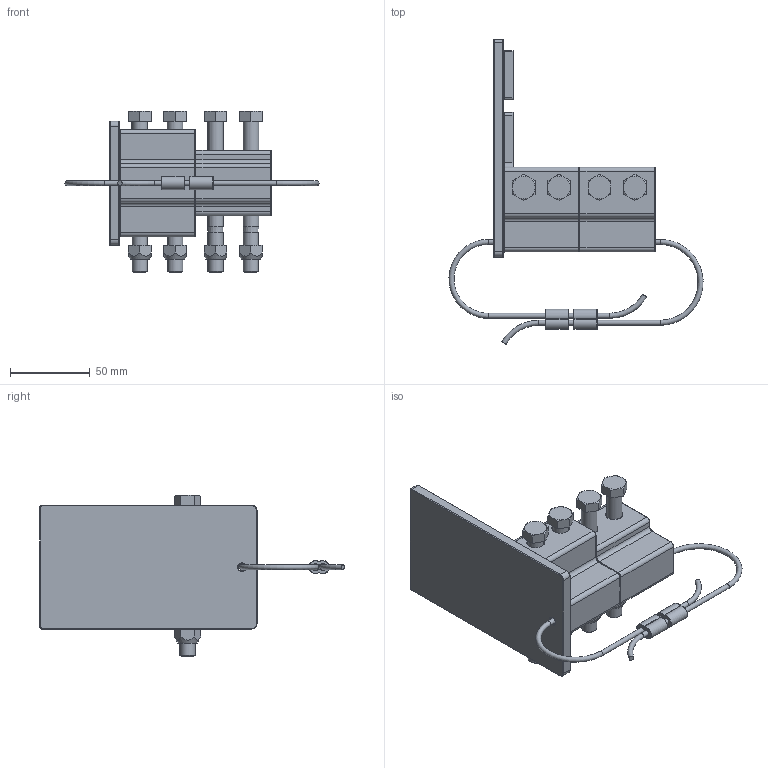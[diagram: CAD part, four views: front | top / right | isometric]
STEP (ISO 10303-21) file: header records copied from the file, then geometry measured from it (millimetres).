
FILE_DESCRIPTION((''),'2;1');
FILE_NAME('25194.stp','2009-10-16T06:47:05',('jholman'),(''),'Autodesk Inventor 2009','Autodesk Inventor 2009','');
FILE_SCHEMA(('AUTOMOTIVE_DESIGN { 1 0 10303 214 1 1 1 1 }'));
Length unit declared in the file: inch
Products named in the file (7): 3D11A3E4C; 3D1183E4C; 3D1193E4C; 3D11A5E4B; 3D11KKB4A; Hex Bolt - UNC (Regular Thread - Inch) 3/8-16 UNC - 3.75; Prevailing Torque Type Hex Nut - Inch (IFI) 3/8 - 16 Top Insert Type
Assembly tree (13 placements, depth 2):
  3D11A3E4C
    3D1183E4C
    3D1193E4C
    3D11A5E4B
    3D11KKB4A  x2
    Hex Bolt - UNC (Regular Thread - Inch) 3/8-16 UNC - 3.75  x4
    Prevailing Torque Type Hex Nut - Inch (IFI) 3/8 - 16 Top Insert Type  x4
Bounding box: 159.68 x 191.29 x 101.6 mm (x, y, z)
Volume: 315297 mm3; surface area: 80597.8 mm2
Topology: 13 solids, 13 shells, 479 faces, 1061 edges, 604 vertices
Faces by surface type: plane 140, cylinder 135, torus 92, cone 68, bspline 40, sphere 4
Full cylindrical faces by diameter (mm): 3.175 x3, 9.525 x4, 9.855 x4, 14.288 x4
Entity records: 9931 total; most frequent: CARTESIAN_POINT 2692, DIRECTION 1638, ORIENTED_EDGE 1342, AXIS2_PLACEMENT_3D 695, EDGE_CURVE 671, VERTEX_POINT 399, CIRCLE 389, EDGE_LOOP 374
